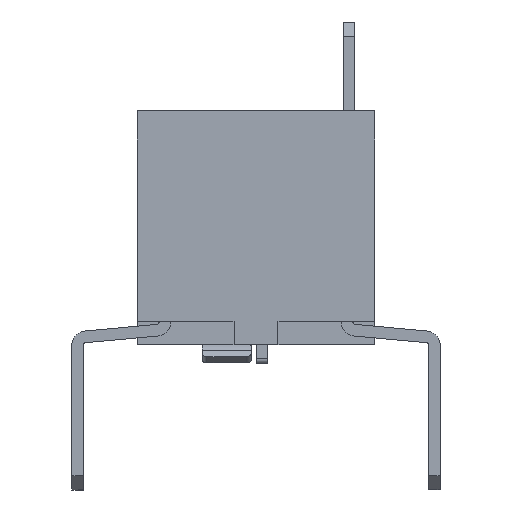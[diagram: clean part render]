
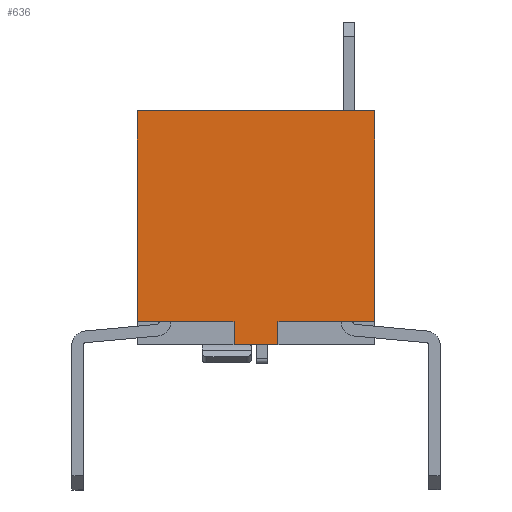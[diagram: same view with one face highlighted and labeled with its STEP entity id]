
A CAD part, left-side view. The second image highlights one B-rep face of the part: STEP entity #636.
In plain terms, the highlighted planar face has unit normal (-1, 0, 0).
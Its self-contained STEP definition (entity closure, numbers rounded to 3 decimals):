
#636 = ADVANCED_FACE( '', ( #1659 ), #1660, .F. );
#1659 = FACE_OUTER_BOUND( '', #3107, .T. );
#1660 = PLANE( '', #3108 );
#3107 = EDGE_LOOP( '', ( #5012, #5013, #5014, #5015, #5016, #5017, #5018, #5019 ) );
#3108 = AXIS2_PLACEMENT_3D( '', #5020, #5021, #5022 );
#5012 = ORIENTED_EDGE( '', *, *, #8918, .F. );
#5013 = ORIENTED_EDGE( '', *, *, #8919, .T. );
#5014 = ORIENTED_EDGE( '', *, *, #8920, .T. );
#5015 = ORIENTED_EDGE( '', *, *, #8921, .F. );
#5016 = ORIENTED_EDGE( '', *, *, #8922, .F. );
#5017 = ORIENTED_EDGE( '', *, *, #8923, .F. );
#5018 = ORIENTED_EDGE( '', *, *, #8924, .T. );
#5019 = ORIENTED_EDGE( '', *, *, #8925, .T. );
#5020 = CARTESIAN_POINT( '', ( -16.81, 0., 0. ) );
#5021 = DIRECTION( '', ( 1., 0., 0. ) );
#5022 = DIRECTION( '', ( 0., 0., -1. ) );
#8918 = EDGE_CURVE( '', #10865, #10866, #10867, .T. );
#8919 = EDGE_CURVE( '', #10865, #10868, #10869, .T. );
#8920 = EDGE_CURVE( '', #10868, #10870, #10871, .T. );
#8921 = EDGE_CURVE( '', #10872, #10870, #10873, .T. );
#8922 = EDGE_CURVE( '', #10874, #10872, #10875, .T. );
#8923 = EDGE_CURVE( '', #10876, #10874, #10877, .T. );
#8924 = EDGE_CURVE( '', #10876, #10878, #10879, .T. );
#8925 = EDGE_CURVE( '', #10878, #10866, #10880, .T. );
#10865 = VERTEX_POINT( '', #13614 );
#10866 = VERTEX_POINT( '', #13615 );
#10867 = LINE( '', #13616, #13617 );
#10868 = VERTEX_POINT( '', #13618 );
#10869 = LINE( '', #13619, #13620 );
#10870 = VERTEX_POINT( '', #13621 );
#10871 = LINE( '', #13622, #13623 );
#10872 = VERTEX_POINT( '', #13624 );
#10873 = LINE( '', #13625, #13626 );
#10874 = VERTEX_POINT( '', #13627 );
#10875 = LINE( '', #13628, #13629 );
#10876 = VERTEX_POINT( '', #13630 );
#10877 = LINE( '', #13631, #13632 );
#10878 = VERTEX_POINT( '', #13633 );
#10879 = LINE( '', #13634, #13635 );
#10880 = LINE( '', #13636, #13637 );
#13614 = CARTESIAN_POINT( '', ( -16.81, -0.47, -2.5 ) );
#13615 = CARTESIAN_POINT( '', ( -16.81, 0.47, -2.5 ) );
#13616 = CARTESIAN_POINT( '', ( -16.81, -2.54, -2.5 ) );
#13617 = VECTOR( '', #16463, 1000. );
#13618 = CARTESIAN_POINT( '', ( -16.81, -0.47, -2. ) );
#13619 = CARTESIAN_POINT( '', ( -16.81, -0.47, 0. ) );
#13620 = VECTOR( '', #16464, 1000. );
#13621 = CARTESIAN_POINT( '', ( -16.81, -2.54, -2. ) );
#13622 = CARTESIAN_POINT( '', ( -16.81, 0., -2. ) );
#13623 = VECTOR( '', #16465, 1000. );
#13624 = CARTESIAN_POINT( '', ( -16.81, -2.54, 2.5 ) );
#13625 = CARTESIAN_POINT( '', ( -16.81, -2.54, 2.5 ) );
#13626 = VECTOR( '', #16466, 1000. );
#13627 = CARTESIAN_POINT( '', ( -16.81, 2.54, 2.5 ) );
#13628 = CARTESIAN_POINT( '', ( -16.81, 2.54, 2.5 ) );
#13629 = VECTOR( '', #16467, 1000. );
#13630 = CARTESIAN_POINT( '', ( -16.81, 2.54, -2. ) );
#13631 = CARTESIAN_POINT( '', ( -16.81, 2.54, -2.5 ) );
#13632 = VECTOR( '', #16468, 1000. );
#13633 = CARTESIAN_POINT( '', ( -16.81, 0.47, -2. ) );
#13634 = CARTESIAN_POINT( '', ( -16.81, 0., -2. ) );
#13635 = VECTOR( '', #16469, 1000. );
#13636 = CARTESIAN_POINT( '', ( -16.81, 0.47, 0. ) );
#13637 = VECTOR( '', #16470, 1000. );
#16463 = DIRECTION( '', ( 0., 1., 0. ) );
#16464 = DIRECTION( '', ( 0., 0., 1. ) );
#16465 = DIRECTION( '', ( 0., -1., 0. ) );
#16466 = DIRECTION( '', ( 0., 0., -1. ) );
#16467 = DIRECTION( '', ( 0., -1., 0. ) );
#16468 = DIRECTION( '', ( 0., 0., 1. ) );
#16469 = DIRECTION( '', ( 0., -1., 0. ) );
#16470 = DIRECTION( '', ( 0., 0., -1. ) );
